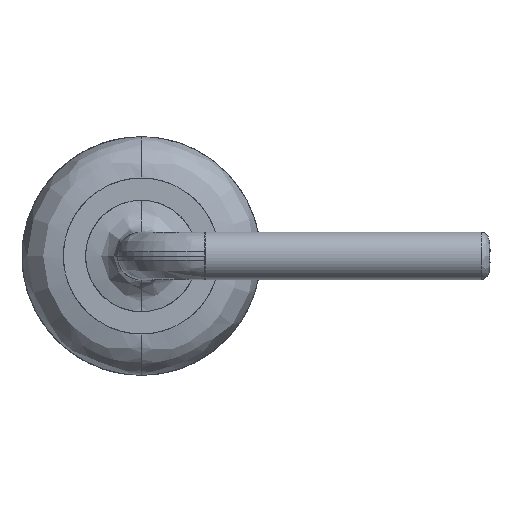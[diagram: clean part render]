
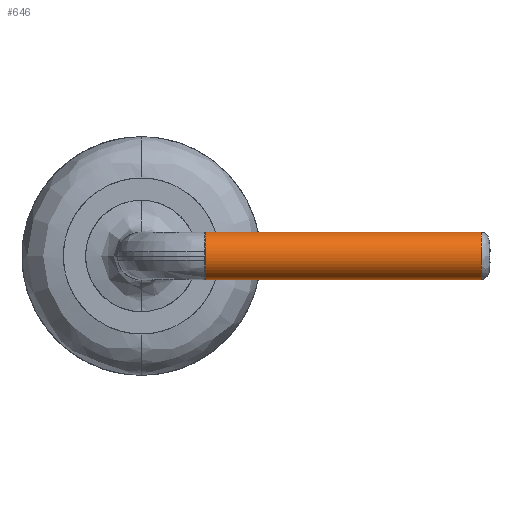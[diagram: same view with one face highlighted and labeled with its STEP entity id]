
A CAD part, left-side view. The second image highlights one B-rep face of the part: STEP entity #646.
In plain terms, the highlighted free-form (B-spline) face has degree [2, 1] with [9, 2] control points.
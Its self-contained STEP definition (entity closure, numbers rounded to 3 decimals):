
#646=ADVANCED_FACE('',(#714),#1906,.T.);
#714=FACE_OUTER_BOUND('',#782,.T.);
#782=EDGE_LOOP('',(#877,#878,#879,#880));
#877=ORIENTED_EDGE('',*,*,#1146,.T.);
#878=ORIENTED_EDGE('',*,*,#1147,.F.);
#879=ORIENTED_EDGE('',*,*,#1148,.T.);
#880=ORIENTED_EDGE('',*,*,#1151,.T.);
#1146=EDGE_CURVE('',#1663,#1661,#1395,.T.);
#1147=EDGE_CURVE('',#1662,#1661,#1464,.T.);
#1148=EDGE_CURVE('',#1662,#1664,#1396,.T.);
#1151=EDGE_CURVE('',#1664,#1663,#1467,.T.);
#1395=B_SPLINE_CURVE_WITH_KNOTS('',1,(#2221,#2222),.UNSPECIFIED.,.F.,.F.,
(2,2),(-6.3,0.),.UNSPECIFIED.);
#1396=B_SPLINE_CURVE_WITH_KNOTS('',1,(#2228,#2229),.UNSPECIFIED.,.F.,.F.,
(2,2),(0.,6.3),.UNSPECIFIED.);
#1464=(
BOUNDED_CURVE()
B_SPLINE_CURVE(2,(#2223,#2224,#2225,#2226,#2227),.UNSPECIFIED.,.F.,.F.)
B_SPLINE_CURVE_WITH_KNOTS((3,2,3),(-1.178,-0.589,
0.),.UNSPECIFIED.)
CURVE()
GEOMETRIC_REPRESENTATION_ITEM()
RATIONAL_B_SPLINE_CURVE((1.,0.707,1.,0.707,1.))
REPRESENTATION_ITEM('')
);
#1467=(
BOUNDED_CURVE()
B_SPLINE_CURVE(2,(#2239,#2240,#2241,#2242,#2243),.UNSPECIFIED.,.F.,.F.)
B_SPLINE_CURVE_WITH_KNOTS((3,2,3),(-0.589,0.,0.589),
 .UNSPECIFIED.)
CURVE()
GEOMETRIC_REPRESENTATION_ITEM()
RATIONAL_B_SPLINE_CURVE((1.,0.707,1.,0.707,1.))
REPRESENTATION_ITEM('')
);
#1661=VERTEX_POINT('',#2205);
#1662=VERTEX_POINT('',#2206);
#1663=VERTEX_POINT('',#2207);
#1664=VERTEX_POINT('',#2208);
#1906=(
BOUNDED_SURFACE()
B_SPLINE_SURFACE(2,1,((#2151,#2152),(#2153,#2154),(#2155,#2156),(#2157,
#2158),(#2159,#2160),(#2161,#2162),(#2163,#2164),(#2165,#2166),(#2167,#2168)),
 .UNSPECIFIED.,.T.,.F.,.F.)
B_SPLINE_SURFACE_WITH_KNOTS((3,2,2,2,3),(2,2),(0.,1.571,3.142,
4.712,6.283),(0.,7.561),.UNSPECIFIED.)
GEOMETRIC_REPRESENTATION_ITEM()
RATIONAL_B_SPLINE_SURFACE(((1.,1.),(0.707,0.707),
(1.,1.),(0.707,0.707),(1.,1.),(0.707,
0.707),(1.,1.),(0.707,0.707),(1.,1.)))
REPRESENTATION_ITEM('')
SURFACE()
);
#2151=CARTESIAN_POINT('',(-5.975,1.725,0.));
#2152=CARTESIAN_POINT('',(-5.975,6.932,0.));
#2153=CARTESIAN_POINT('',(-5.975,1.725,-0.375));
#2154=CARTESIAN_POINT('',(-5.975,6.932,-0.375));
#2155=CARTESIAN_POINT('',(-6.35,1.725,-0.375));
#2156=CARTESIAN_POINT('',(-6.35,6.932,-0.375));
#2157=CARTESIAN_POINT('',(-6.725,1.725,-0.375));
#2158=CARTESIAN_POINT('',(-6.725,6.932,-0.375));
#2159=CARTESIAN_POINT('',(-6.725,1.725,0.));
#2160=CARTESIAN_POINT('',(-6.725,6.932,0.));
#2161=CARTESIAN_POINT('',(-6.725,1.725,0.375));
#2162=CARTESIAN_POINT('',(-6.725,6.932,0.375));
#2163=CARTESIAN_POINT('',(-6.35,1.725,0.375));
#2164=CARTESIAN_POINT('',(-6.35,6.932,0.375));
#2165=CARTESIAN_POINT('',(-5.975,1.725,0.375));
#2166=CARTESIAN_POINT('',(-5.975,6.932,0.375));
#2167=CARTESIAN_POINT('',(-5.975,1.725,0.));
#2168=CARTESIAN_POINT('',(-5.975,6.932,0.));
#2205=CARTESIAN_POINT('',(-6.35,2.159,-0.375));
#2206=CARTESIAN_POINT('',(-6.35,2.159,0.375));
#2207=CARTESIAN_POINT('',(-6.35,6.498,-0.375));
#2208=CARTESIAN_POINT('',(-6.35,6.498,0.375));
#2221=CARTESIAN_POINT('',(-6.35,6.498,-0.375));
#2222=CARTESIAN_POINT('',(-6.35,2.159,-0.375));
#2223=CARTESIAN_POINT('',(-6.35,2.159,0.375));
#2224=CARTESIAN_POINT('',(-6.725,2.159,0.375));
#2225=CARTESIAN_POINT('',(-6.725,2.159,0.));
#2226=CARTESIAN_POINT('',(-6.725,2.159,-0.375));
#2227=CARTESIAN_POINT('',(-6.35,2.159,-0.375));
#2228=CARTESIAN_POINT('',(-6.35,2.159,0.375));
#2229=CARTESIAN_POINT('',(-6.35,6.498,0.375));
#2239=CARTESIAN_POINT('',(-6.35,6.498,0.375));
#2240=CARTESIAN_POINT('',(-6.725,6.498,0.375));
#2241=CARTESIAN_POINT('',(-6.725,6.498,0.));
#2242=CARTESIAN_POINT('',(-6.725,6.498,-0.375));
#2243=CARTESIAN_POINT('',(-6.35,6.498,-0.375));
